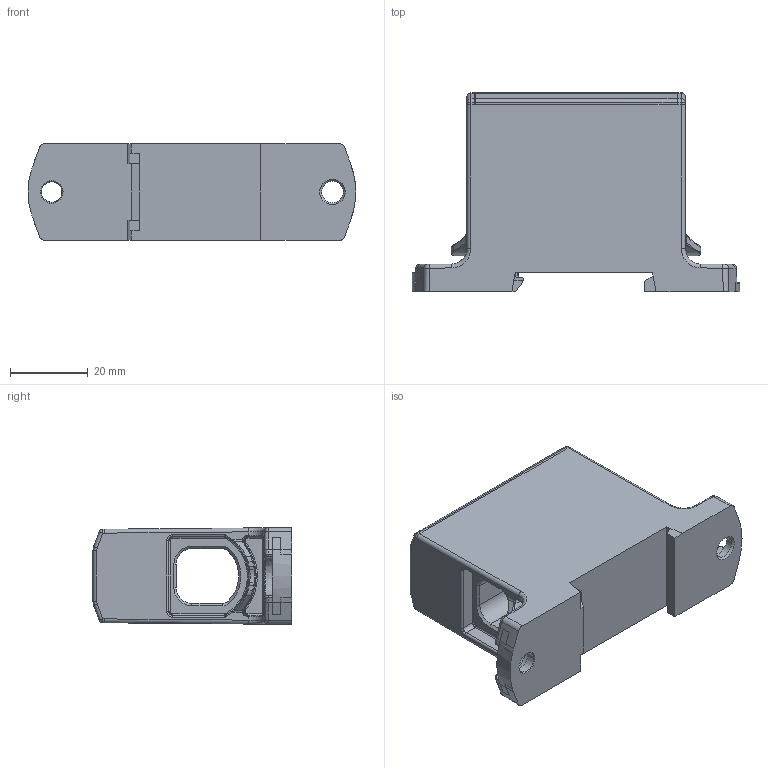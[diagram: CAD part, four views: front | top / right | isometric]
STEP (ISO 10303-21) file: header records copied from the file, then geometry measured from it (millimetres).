
FILE_DESCRIPTION(/* description */ (''),/* implementation_level */ '2;1');
FILE_NAME(/* name */ '27210.0_SVBKA_95_LG.stp',/* time_stamp */ '2017-01-23T12:47:30+01:00',/* author */ ('A.Robertus'),/* organization */ ('CONTA-CLIP Verbindungstechnik GmbH'),/* preprocessor_version */ 'ST-DEVELOPER v16.1',/* originating_system */ 'Autodesk Inventor 2016',/* authorisation */ '');
FILE_SCHEMA (('AUTOMOTIVE_DESIGN { 1 0 10303 214 3 1 1 }'));
Products named in the file (1): 27210.0_SVBKA_95_LG
Bounding box: 84.05 x 51.2 x 24.84 mm (x, y, z)
Volume: 54864.6 mm3; surface area: 16208.3 mm2
Topology: 1 solids, 1 shells, 1273 faces, 3537 edges, 2281 vertices
Faces by surface type: plane 962, bspline 155, cylinder 110, cone 30, torus 10, sphere 6
Full cylindrical faces by diameter (mm): 5.5 x1
Entity records: 49108 total; most frequent: CARTESIAN_POINT 16496, ORIENTED_EDGE 7030, DIRECTION 5694, EDGE_CURVE 3515, LINE 2886, VECTOR 2886, VERTEX_POINT 2279, AXIS2_PLACEMENT_3D 1404
